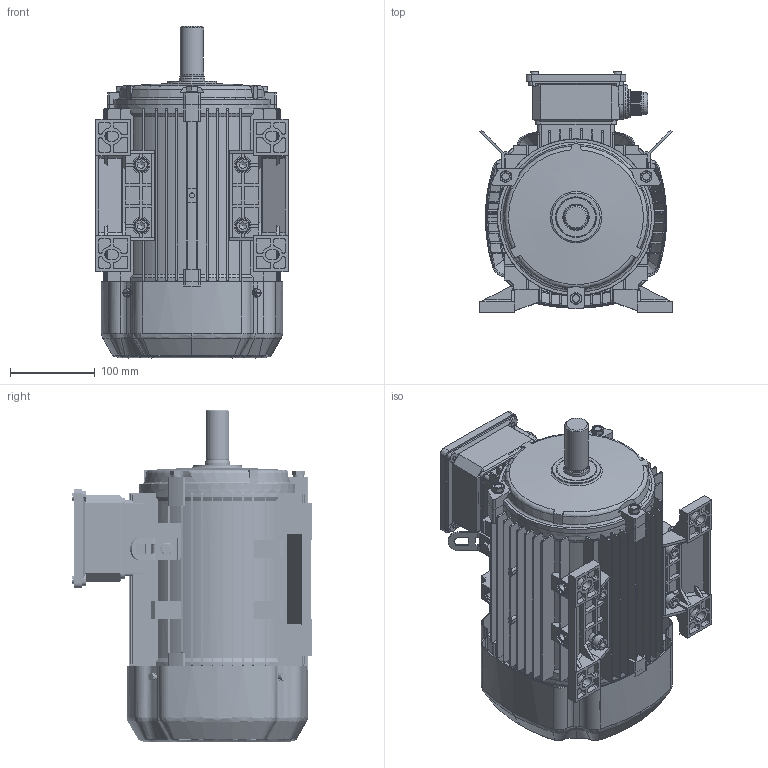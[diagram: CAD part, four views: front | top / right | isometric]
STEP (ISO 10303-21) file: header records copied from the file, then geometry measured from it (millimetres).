
FILE_DESCRIPTION(/* description */ (''),/* implementation_level */ '2;1');
FILE_NAME(/* name */ 'JL3-112-B3.step',/* time_stamp */ '2021-07-21T15:12:01+08:00',/* author */ (''),/* organization */ (''),/* preprocessor_version */ 'ST-DEVELOPER v16',/* originating_system */ 'SIEMENS PLM Software NX 10.0',/* authorisation */ '');
FILE_SCHEMA (('AUTOMOTIVE_DESIGN { 1 0 10303 214 3 1 1 1 }'));
Length unit declared in the file: millimetre
Products named in the file (1): JL3-112-B3
Bounding box: 227.33 x 284 x 392 mm (x, y, z)
Volume: 2193683 mm3; surface area: 1228315.2 mm2
Topology: 62 solids, 62 shells, 4703 faces, 13083 edges, 8663 vertices
Faces by surface type: plane 2533, cylinder 1549, bspline 246, cone 198, torus 177
Full cylindrical faces by diameter (mm): 2 x4, 4.2 x4, 4.48 x9, 4.8 x10, 5 x33, 5.3 x5, 5.8 x14, 6 x1, 7.188 x6, 8 x15, 8.58 x2, 9.1 x6, 10 x31, 10.715 x4, 11 x6, 12 x16, 13 x4, 14.785 x2, 16 x8, 17 x4, 17.188 x1, 17.785 x4, 18 x16, 20.312 x2, 23.438 x5, 24.2 x2, 24.219 x6, 25 x13, 25.781 x6, 26 x1
Entity records: 221443 total; most frequent: CARTESIAN_POINT 93673, ORIENTED_EDGE 24758, DIRECTION 22622, EDGE_CURVE 12379, VERTEX_POINT 8393, AXIS2_PLACEMENT_3D 7856, LINE 6910, VECTOR 6910
